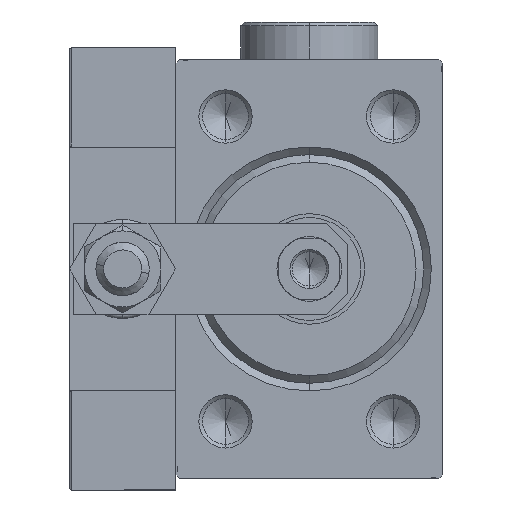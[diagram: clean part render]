
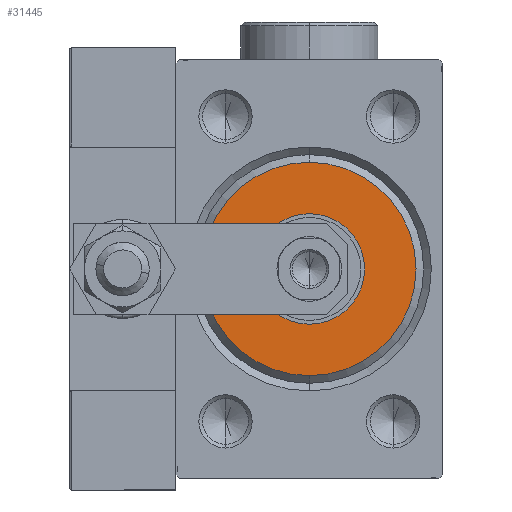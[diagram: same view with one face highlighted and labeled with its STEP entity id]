
A CAD part, left-side view. The second image highlights one B-rep face of the part: STEP entity #31445.
In plain terms, the highlighted face is planar.
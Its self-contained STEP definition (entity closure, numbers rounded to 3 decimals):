
#1360 = ORIENTED_EDGE ( 'NONE', *, *, #12369, .F. ) ;
#4779 = CARTESIAN_POINT ( 'NONE',  ( 3., 0., 0. ) ) ;
#5156 = CARTESIAN_POINT ( 'NONE',  ( 3., 0., 7.25 ) ) ;
#5350 = FACE_OUTER_BOUND ( 'NONE', #20512, .T. ) ;
#5596 = CARTESIAN_POINT ( 'NONE',  ( 3., 0., 0. ) ) ;
#9050 = CARTESIAN_POINT ( 'NONE',  ( 3., 0., 0. ) ) ;
#9198 = CIRCLE ( 'NONE', #51553, 7.25 ) ;
#9817 = AXIS2_PLACEMENT_3D ( 'NONE', #44925, #45189, #41200 ) ;
#12369 = EDGE_CURVE ( 'NONE', #45662, #28391, #9198, .T. ) ;
#12881 = ORIENTED_EDGE ( 'NONE', *, *, #48226, .T. ) ;
#12908 = AXIS2_PLACEMENT_3D ( 'NONE', #4779, #14577, #22791 ) ;
#13047 = DIRECTION ( 'NONE',  ( 1., 0., 0. ) ) ;
#14094 = DIRECTION ( 'NONE',  ( 1., 0., 0. ) ) ;
#14455 = AXIS2_PLACEMENT_3D ( 'NONE', #30167, #34163, #49560 ) ;
#14577 = DIRECTION ( 'NONE',  ( 1., 0., 0. ) ) ;
#14803 = CARTESIAN_POINT ( 'NONE',  ( 3., 0., -14. ) ) ;
#15647 = EDGE_CURVE ( 'NONE', #24540, #47439, #27122, .T. ) ;
#19535 = CIRCLE ( 'NONE', #14455, 7.25 ) ;
#20512 = EDGE_LOOP ( 'NONE', ( #12881, #32741 ) ) ;
#20553 = CIRCLE ( 'NONE', #12908, 14. ) ;
#22041 = AXIS2_PLACEMENT_3D ( 'NONE', #9050, #13047, #50909 ) ;
#22791 = DIRECTION ( 'NONE',  ( 0., 0., -1. ) ) ;
#24540 = VERTEX_POINT ( 'NONE', #14803 ) ;
#27037 = CARTESIAN_POINT ( 'NONE',  ( 3., 0., 14. ) ) ;
#27122 = CIRCLE ( 'NONE', #22041, 14. ) ;
#28391 = VERTEX_POINT ( 'NONE', #30391 ) ;
#28719 = FACE_BOUND ( 'NONE', #37570, .T. ) ;
#30167 = CARTESIAN_POINT ( 'NONE',  ( 3., 0., 0. ) ) ;
#30391 = CARTESIAN_POINT ( 'NONE',  ( 3., 0., -7.25 ) ) ;
#31445 = ADVANCED_FACE ( 'NONE', ( #5350, #28719 ), #37225, .T. ) ;
#32741 = ORIENTED_EDGE ( 'NONE', *, *, #15647, .T. ) ;
#34163 = DIRECTION ( 'NONE',  ( 1., 0., 0. ) ) ;
#37225 = PLANE ( 'NONE',  #9817 ) ;
#37289 = ORIENTED_EDGE ( 'NONE', *, *, #41256, .F. ) ;
#37570 = EDGE_LOOP ( 'NONE', ( #37289, #1360 ) ) ;
#41200 = DIRECTION ( 'NONE',  ( 0., 0., -1. ) ) ;
#41256 = EDGE_CURVE ( 'NONE', #28391, #45662, #19535, .T. ) ;
#41964 = DIRECTION ( 'NONE',  ( 0., 0., -1. ) ) ;
#44925 = CARTESIAN_POINT ( 'NONE',  ( 3., 0., 0. ) ) ;
#45189 = DIRECTION ( 'NONE',  ( 1., 0., 0. ) ) ;
#45662 = VERTEX_POINT ( 'NONE', #5156 ) ;
#47439 = VERTEX_POINT ( 'NONE', #27037 ) ;
#48226 = EDGE_CURVE ( 'NONE', #47439, #24540, #20553, .T. ) ;
#49560 = DIRECTION ( 'NONE',  ( 0., 0., -1. ) ) ;
#50909 = DIRECTION ( 'NONE',  ( 0., 0., -1. ) ) ;
#51553 = AXIS2_PLACEMENT_3D ( 'NONE', #5596, #14094, #41964 ) ;
